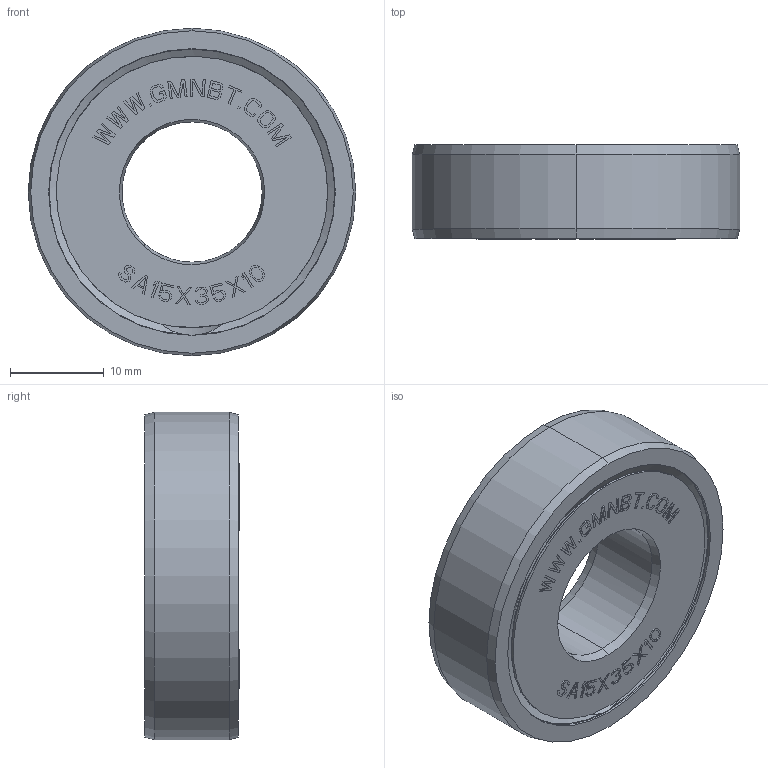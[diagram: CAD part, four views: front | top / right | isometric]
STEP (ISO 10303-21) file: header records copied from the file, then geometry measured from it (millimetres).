
FILE_DESCRIPTION((''),'2;1');
FILE_NAME('SA15X35X10_PRT','2014-11-17T',('sales 4'),(''),'PRO/ENGINEER BY PARAMETRIC TECHNOLOGY CORPORATION, 2013150','PRO/ENGINEER BY PARAMETRIC TECHNOLOGY CORPORATION, 2013150','');
FILE_SCHEMA(('AUTOMOTIVE_DESIGN { 1 0 10303 214 1 1 1 1 }'));
Length unit declared in the file: millimetre
Products named in the file (1): SA15X35X10_PRT
Bounding box: 35 x 10.07 x 35 mm (x, y, z)
Volume: 7138.7 mm3; surface area: 6129.1 mm2
Topology: 2 solids, 2 shells, 652 faces, 1814 edges, 1194 vertices
Faces by surface type: plane 575, cone 32, torus 30, cylinder 15
Entity records: 26901 total; most frequent: CARTESIAN_POINT 4056, ORIENTED_EDGE 3628, DIRECTION 3172, PRESENTATION_STYLE_ASSIGNMENT 1886, STYLED_ITEM 1863, CURVE_STYLE 1814, EDGE_CURVE 1814, VECTOR 1650
